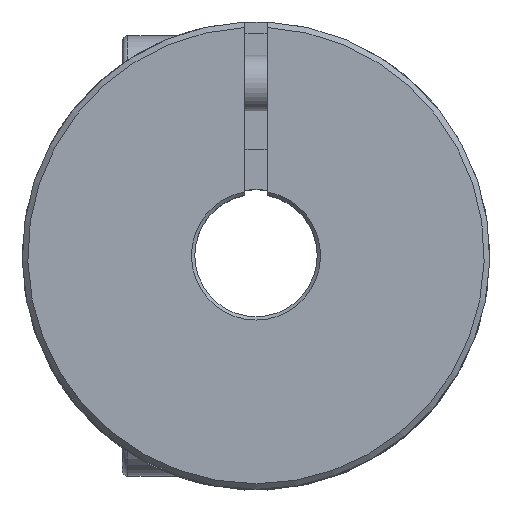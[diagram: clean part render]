
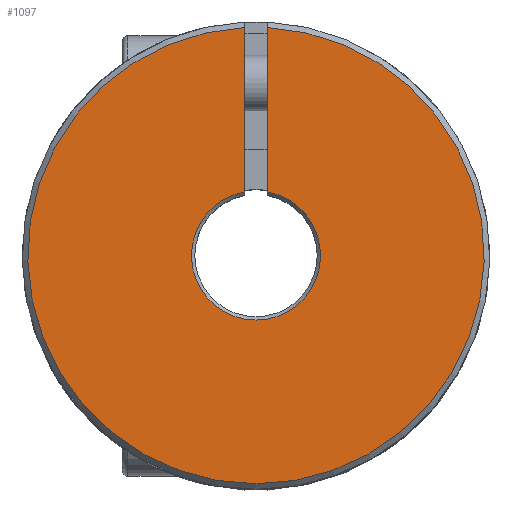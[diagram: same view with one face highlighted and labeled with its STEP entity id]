
A CAD part, top view. The second image highlights one B-rep face of the part: STEP entity #1097.
In plain terms, the highlighted planar face has unit normal (0, 0, 1).
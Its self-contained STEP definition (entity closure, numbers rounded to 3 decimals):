
#25=PLANE('',#1199);
#60=LINE('',#1889,#110);
#61=LINE('',#1891,#111);
#110=VECTOR('',#1409,1000.);
#111=VECTOR('',#1410,1000.);
#246=ORIENTED_EDGE('',*,*,#548,.F.);
#247=ORIENTED_EDGE('',*,*,#547,.F.);
#248=ORIENTED_EDGE('',*,*,#549,.F.);
#249=ORIENTED_EDGE('',*,*,#550,.T.);
#547=EDGE_CURVE('',#694,#693,#786,.T.);
#548=EDGE_CURVE('',#693,#695,#60,.T.);
#549=EDGE_CURVE('',#696,#694,#61,.T.);
#550=EDGE_CURVE('',#696,#695,#787,.T.);
#693=VERTEX_POINT('',#1881);
#694=VERTEX_POINT('',#1886);
#695=VERTEX_POINT('',#1890);
#696=VERTEX_POINT('',#1892);
#786=CIRCLE('',#1198,20.5);
#787=CIRCLE('',#1200,5.8);
#882=EDGE_LOOP('',(#246,#247,#248,#249));
#989=FACE_BOUND('',#882,.T.);
#1097=ADVANCED_FACE('',(#989),#25,.T.);
#1198=AXIS2_PLACEMENT_3D('',#1887,#1405,#1406);
#1199=AXIS2_PLACEMENT_3D('',#1888,#1407,#1408);
#1200=AXIS2_PLACEMENT_3D('',#1893,#1411,#1412);
#1405=DIRECTION('',(0.,0.,-1.));
#1406=DIRECTION('',(-1.,0.,0.));
#1407=DIRECTION('',(0.,0.,1.));
#1408=DIRECTION('',(1.,0.,0.));
#1409=DIRECTION('',(0.,-1.,0.));
#1410=DIRECTION('',(0.,1.,0.));
#1411=DIRECTION('',(0.,0.,-1.));
#1412=DIRECTION('',(-1.,0.,0.));
#1881=CARTESIAN_POINT('',(-1.,20.476,50.));
#1886=CARTESIAN_POINT('',(1.,20.476,50.));
#1887=CARTESIAN_POINT('',(0.,0.,50.));
#1888=CARTESIAN_POINT('',(0.,20.5,50.));
#1889=CARTESIAN_POINT('',(-1.,21.,50.));
#1890=CARTESIAN_POINT('',(-1.,5.713,50.));
#1891=CARTESIAN_POINT('',(1.,0.,50.));
#1892=CARTESIAN_POINT('',(1.,5.713,50.));
#1893=CARTESIAN_POINT('',(0.,0.,50.));
